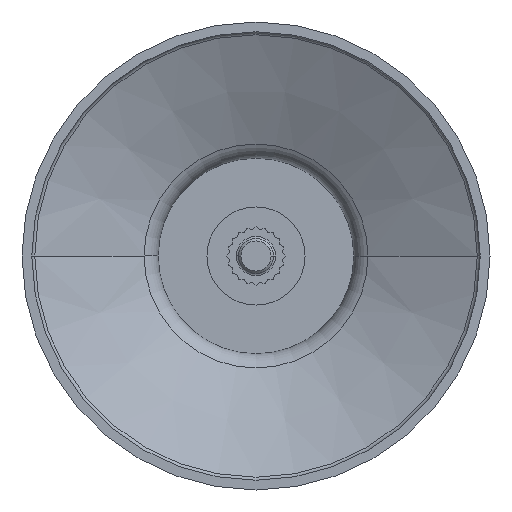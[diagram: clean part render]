
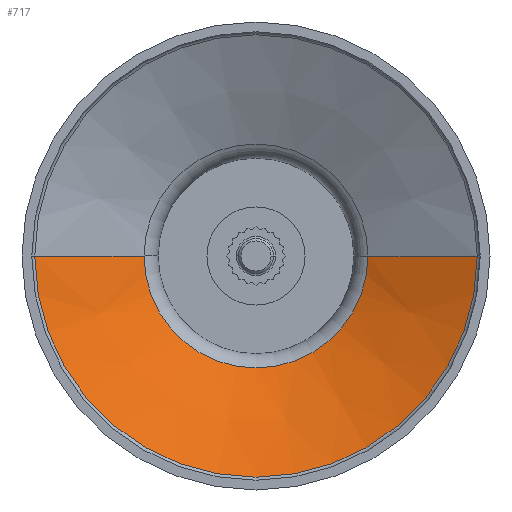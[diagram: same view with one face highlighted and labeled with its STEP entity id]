
A CAD part, front view. The second image highlights one B-rep face of the part: STEP entity #717.
In plain terms, the highlighted conical face has half-angle 64.47 degrees and reference radius 22.065 mm.
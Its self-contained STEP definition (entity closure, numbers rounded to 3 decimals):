
#194=CARTESIAN_POINT('',(0.,39.87,0.));
#195=DIRECTION('',(0.,1.,0.));
#196=DIRECTION('',(1.,0.,0.));
#197=AXIS2_PLACEMENT_3D('',#194,#195,#196);
#199=DIRECTION('',(0.902,0.431,0.));
#200=VECTOR('',#199,16.04);
#201=CARTESIAN_POINT('',(-29.302,39.87,
0.));
#202=LINE('',#201,#200);
#203=CARTESIAN_POINT('',(0.,46.783,0.));
#204=DIRECTION('',(0.,-1.,0.));
#205=DIRECTION('',(-1.,0.,0.));
#206=AXIS2_PLACEMENT_3D('',#203,#204,#205);
#208=DIRECTION('',(-0.902,0.431,0.));
#209=VECTOR('',#208,16.04);
#210=CARTESIAN_POINT('',(29.302,39.87,0.));
#211=LINE('',#210,#209);
#273=CARTESIAN_POINT('',(-14.828,46.783,0.));
#274=CARTESIAN_POINT('',(14.828,46.783,0.));
#275=VERTEX_POINT('',#273);
#276=VERTEX_POINT('',#274);
#277=CARTESIAN_POINT('',(29.302,39.87,0.));
#278=CARTESIAN_POINT('',(-29.302,39.87,0.));
#279=VERTEX_POINT('',#277);
#280=VERTEX_POINT('',#278);
#703=CARTESIAN_POINT('',(0.,43.327,0.));
#704=DIRECTION('',(0.,-1.,0.));
#705=DIRECTION('',(-1.,0.,0.));
#706=AXIS2_PLACEMENT_3D('',#703,#704,#705);
#707=CONICAL_SURFACE('',#706,22.065,64.47);
#709=ORIENTED_EDGE('',*,*,#708,.T.);
#711=ORIENTED_EDGE('',*,*,#710,.T.);
#712=ORIENTED_EDGE('',*,*,#690,.T.);
#714=ORIENTED_EDGE('',*,*,#713,.F.);
#715=EDGE_LOOP('',(#709,#711,#712,#714));
#716=FACE_OUTER_BOUND('',#715,.F.);
#717=ADVANCED_FACE('',(#716),#707,.F.);
#198=CIRCLE('',#197,29.302);
#207=CIRCLE('',#206,14.828);
#690=EDGE_CURVE('',#275,#276,#207,.T.);
#708=EDGE_CURVE('',#279,#280,#198,.T.);
#710=EDGE_CURVE('',#280,#275,#202,.T.);
#713=EDGE_CURVE('',#279,#276,#211,.T.);
